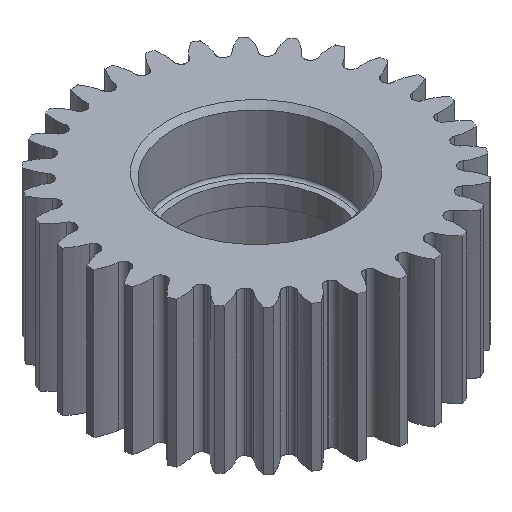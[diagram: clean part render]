
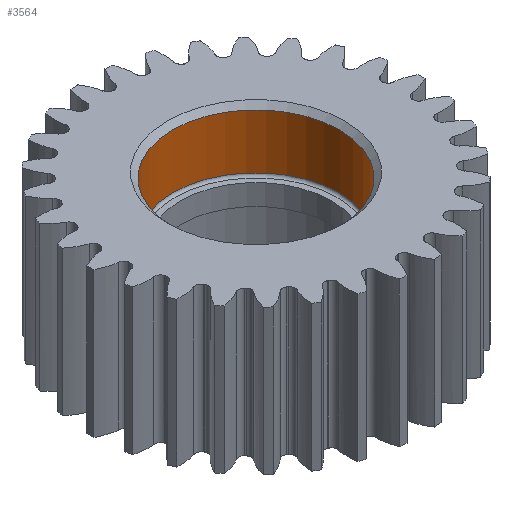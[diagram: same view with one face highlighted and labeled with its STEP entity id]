
A CAD part, isometric view. The second image highlights one B-rep face of the part: STEP entity #3564.
In plain terms, the highlighted cylindrical face has radius 8.05 mm (diameter 16.1 mm), a full revolution.
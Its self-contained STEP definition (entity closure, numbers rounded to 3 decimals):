
#152=CIRCLE('',#3771,8.05);
#153=CIRCLE('',#3773,8.05);
#223=CYLINDRICAL_SURFACE('',#3772,8.05);
#407=FACE_OUTER_BOUND('',#598,.T.);
#598=EDGE_LOOP('',(#2873,#2874,#2875,#2876));
#793=LINE('',#9573,#978);
#978=VECTOR('',#4348,8.05);
#1583=VERTEX_POINT('',#9567);
#1584=VERTEX_POINT('',#9571);
#2134=EDGE_CURVE('',#1583,#1583,#152,.T.);
#2135=EDGE_CURVE('',#1584,#1584,#153,.T.);
#2136=EDGE_CURVE('',#1584,#1583,#793,.T.);
#2873=ORIENTED_EDGE('',*,*,#2135,.F.);
#2874=ORIENTED_EDGE('',*,*,#2136,.T.);
#2875=ORIENTED_EDGE('',*,*,#2134,.F.);
#2876=ORIENTED_EDGE('',*,*,#2136,.F.);
#3564=ADVANCED_FACE('',(#407),#223,.F.);
#3771=AXIS2_PLACEMENT_3D('',#9569,#4342,#4343);
#3772=AXIS2_PLACEMENT_3D('',#9570,#4344,#4345);
#3773=AXIS2_PLACEMENT_3D('',#9572,#4346,#4347);
#4342=DIRECTION('center_axis',(0.,0.,-1.));
#4343=DIRECTION('ref_axis',(1.,0.,0.));
#4344=DIRECTION('center_axis',(0.,0.,1.));
#4345=DIRECTION('ref_axis',(1.,0.,0.));
#4346=DIRECTION('center_axis',(0.,0.,1.));
#4347=DIRECTION('ref_axis',(1.,0.,0.));
#4348=DIRECTION('',(0.,0.,1.));
#9567=CARTESIAN_POINT('',(-8.05,0.,13.5));
#9569=CARTESIAN_POINT('Origin',(0.,0.,13.5));
#9570=CARTESIAN_POINT('Origin',(0.,0.,8.));
#9571=CARTESIAN_POINT('',(-8.05,0.,8.25));
#9572=CARTESIAN_POINT('Origin',(0.,0.,8.25));
#9573=CARTESIAN_POINT('',(-8.05,0.,8.));
